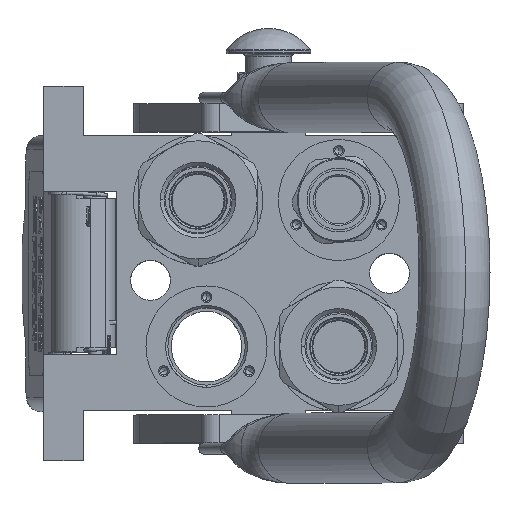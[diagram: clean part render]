
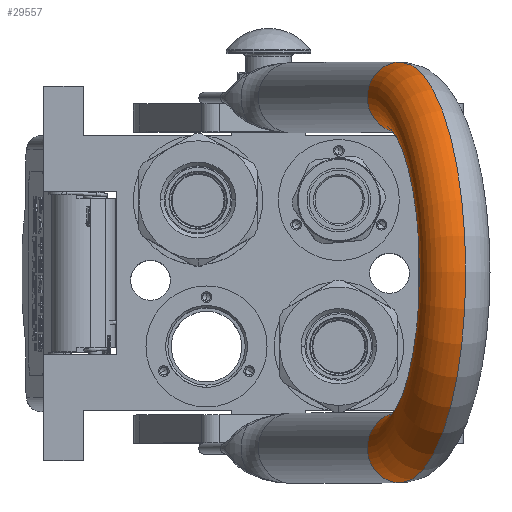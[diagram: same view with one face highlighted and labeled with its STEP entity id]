
A CAD part, top view. The second image highlights one B-rep face of the part: STEP entity #29557.
In plain terms, the highlighted toroidal (fillet/blend) face has major radius 62.25 mm and minor radius 12.5 mm.
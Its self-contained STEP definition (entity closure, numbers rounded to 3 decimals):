
#3987 = CARTESIAN_POINT ( 'NONE',  ( -62.25, 0., 125.25 ) ) ;
#4451 = DIRECTION ( 'NONE',  ( -1., 0., 0. ) ) ;
#5895 = CIRCLE ( 'NONE', #55949, 12.5 ) ;
#6074 = EDGE_LOOP ( 'NONE', ( #70608, #72652, #31800, #24055 ) ) ;
#12013 = CIRCLE ( 'NONE', #139152, 49.75 ) ;
#16804 = VERTEX_POINT ( 'NONE', #132200 ) ;
#19208 = CARTESIAN_POINT ( 'NONE',  ( -49.75, 0., 125.25 ) ) ;
#24055 = ORIENTED_EDGE ( 'NONE', *, *, #133193, .T. ) ;
#26891 = DIRECTION ( 'NONE',  ( -1., 0., 0. ) ) ;
#28944 = AXIS2_PLACEMENT_3D ( 'NONE', #64382, #51996, #107208 ) ;
#29557 = ADVANCED_FACE ( 'NONE', ( #61846 ), #60195, .T. ) ;
#30536 = EDGE_CURVE ( 'NONE', #85215, #130359, #131579, .T. ) ;
#31800 = ORIENTED_EDGE ( 'NONE', *, *, #128015, .F. ) ;
#51909 = VERTEX_POINT ( 'NONE', #19208 ) ;
#51996 = DIRECTION ( 'NONE',  ( 0., 0., -1. ) ) ;
#55949 = AXIS2_PLACEMENT_3D ( 'NONE', #3987, #57005, #4451 ) ;
#57005 = DIRECTION ( 'NONE',  ( 0., 0., 1. ) ) ;
#60195 = TOROIDAL_SURFACE ( 'NONE', #134682, 62.25, 12.5 ) ;
#61846 = FACE_OUTER_BOUND ( 'NONE', #6074, .T. ) ;
#63653 = AXIS2_PLACEMENT_3D ( 'NONE', #120246, #109323, #75526 ) ;
#64197 = CARTESIAN_POINT ( 'NONE',  ( 49.75, 0., 125.25 ) ) ;
#64319 = CIRCLE ( 'NONE', #63653, 74.75 ) ;
#64382 = CARTESIAN_POINT ( 'NONE',  ( 62.25, 0., 125.25 ) ) ;
#69302 = DIRECTION ( 'NONE',  ( 0., 1., 0. ) ) ;
#70241 = CARTESIAN_POINT ( 'NONE',  ( 0., 0., 125.25 ) ) ;
#70608 = ORIENTED_EDGE ( 'NONE', *, *, #120656, .T. ) ;
#72652 = ORIENTED_EDGE ( 'NONE', *, *, #30536, .F. ) ;
#75526 = DIRECTION ( 'NONE',  ( -1., 0., 0. ) ) ;
#76020 = DIRECTION ( 'NONE',  ( 0., 1., 0. ) ) ;
#85215 = VERTEX_POINT ( 'NONE', #111278 ) ;
#107208 = DIRECTION ( 'NONE',  ( 1., 0., 0. ) ) ;
#109323 = DIRECTION ( 'NONE',  ( 0., 1., 0. ) ) ;
#111278 = CARTESIAN_POINT ( 'NONE',  ( 74.75, 0., 125.25 ) ) ;
#118833 = CARTESIAN_POINT ( 'NONE',  ( 0., 0., 125.25 ) ) ;
#120246 = CARTESIAN_POINT ( 'NONE',  ( 0., 0., 125.25 ) ) ;
#120656 = EDGE_CURVE ( 'NONE', #51909, #130359, #12013, .T. ) ;
#128015 = EDGE_CURVE ( 'NONE', #16804, #85215, #64319, .T. ) ;
#130314 = DIRECTION ( 'NONE',  ( 1., 0., 0. ) ) ;
#130359 = VERTEX_POINT ( 'NONE', #64197 ) ;
#131579 = CIRCLE ( 'NONE', #28944, 12.5 ) ;
#132200 = CARTESIAN_POINT ( 'NONE',  ( -74.75, 0., 125.25 ) ) ;
#133193 = EDGE_CURVE ( 'NONE', #16804, #51909, #5895, .T. ) ;
#134682 = AXIS2_PLACEMENT_3D ( 'NONE', #118833, #76020, #130314 ) ;
#139152 = AXIS2_PLACEMENT_3D ( 'NONE', #70241, #69302, #26891 ) ;
